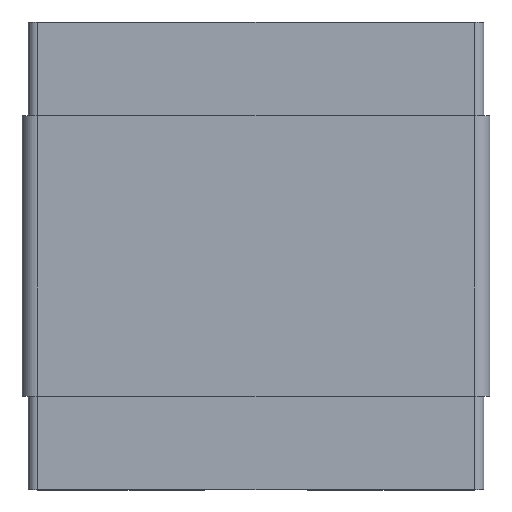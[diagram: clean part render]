
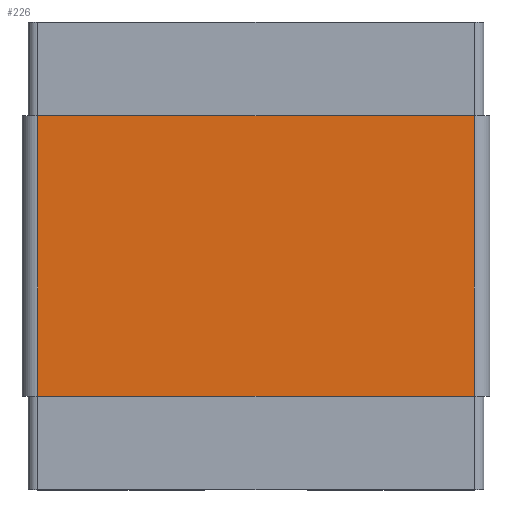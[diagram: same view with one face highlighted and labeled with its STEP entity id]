
A CAD part, top view. The second image highlights one B-rep face of the part: STEP entity #226.
In plain terms, the highlighted planar face has unit normal (0, 0, 1).
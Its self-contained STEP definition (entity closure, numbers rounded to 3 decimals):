
#226 = ADVANCED_FACE( '', ( #465 ), #466, .T. );
#465 = FACE_OUTER_BOUND( '', #745, .T. );
#466 = PLANE( '', #746 );
#745 = EDGE_LOOP( '', ( #1110, #1111, #1112, #1113 ) );
#746 = AXIS2_PLACEMENT_3D( '', #1114, #1115, #1116 );
#1110 = ORIENTED_EDGE( '', *, *, #1887, .F. );
#1111 = ORIENTED_EDGE( '', *, *, #1888, .F. );
#1112 = ORIENTED_EDGE( '', *, *, #1889, .T. );
#1113 = ORIENTED_EDGE( '', *, *, #1890, .T. );
#1114 = CARTESIAN_POINT( '', ( -7., -4.5, 1.5 ) );
#1115 = DIRECTION( '', ( 0., 0., 1. ) );
#1116 = DIRECTION( '', ( 1., 0., 0. ) );
#1887 = EDGE_CURVE( '', #2285, #2286, #2287, .T. );
#1888 = EDGE_CURVE( '', #2288, #2285, #2289, .T. );
#1889 = EDGE_CURVE( '', #2288, #2290, #2291, .T. );
#1890 = EDGE_CURVE( '', #2290, #2286, #2292, .T. );
#2285 = VERTEX_POINT( '', #2826 );
#2286 = VERTEX_POINT( '', #2827 );
#2287 = LINE( '', #2828, #2829 );
#2288 = VERTEX_POINT( '', #2830 );
#2289 = LINE( '', #2831, #2832 );
#2290 = VERTEX_POINT( '', #2833 );
#2291 = LINE( '', #2834, #2835 );
#2292 = LINE( '', #2836, #2837 );
#2826 = CARTESIAN_POINT( '', ( -7., 4.5, 1.5 ) );
#2827 = CARTESIAN_POINT( '', ( 7., 4.5, 1.5 ) );
#2828 = CARTESIAN_POINT( '', ( -7., 4.5, 1.5 ) );
#2829 = VECTOR( '', #3389, 1000. );
#2830 = CARTESIAN_POINT( '', ( -7., -4.5, 1.5 ) );
#2831 = CARTESIAN_POINT( '', ( -7., -4.5, 1.5 ) );
#2832 = VECTOR( '', #3390, 1000. );
#2833 = CARTESIAN_POINT( '', ( 7., -4.5, 1.5 ) );
#2834 = CARTESIAN_POINT( '', ( -7., -4.5, 1.5 ) );
#2835 = VECTOR( '', #3391, 1000. );
#2836 = CARTESIAN_POINT( '', ( 7., -4.5, 1.5 ) );
#2837 = VECTOR( '', #3392, 1000. );
#3389 = DIRECTION( '', ( 1., 0., 0. ) );
#3390 = DIRECTION( '', ( 0., 1., 0. ) );
#3391 = DIRECTION( '', ( 1., 0., 0. ) );
#3392 = DIRECTION( '', ( 0., 1., 0. ) );
